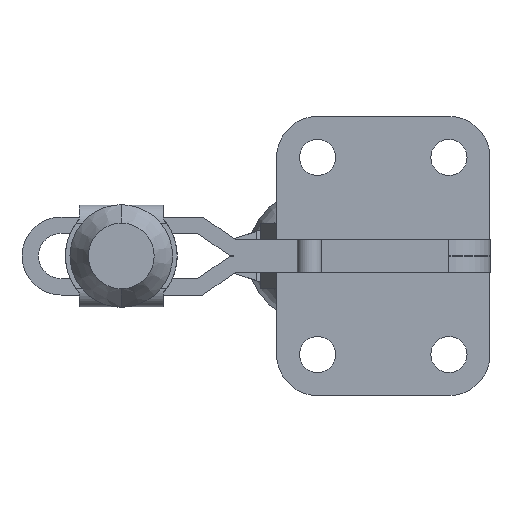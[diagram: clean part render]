
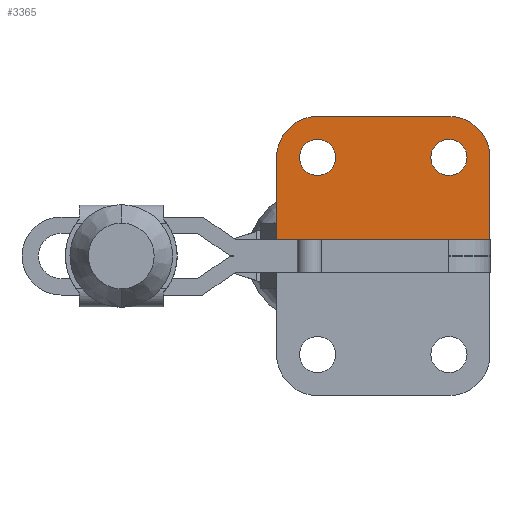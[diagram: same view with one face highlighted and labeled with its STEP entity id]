
A CAD part, front view. The second image highlights one B-rep face of the part: STEP entity #3365.
In plain terms, the highlighted planar face has unit normal (0, -1, 0).
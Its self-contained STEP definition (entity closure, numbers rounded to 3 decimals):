
#116 = EDGE_CURVE ( 'NONE', #10108, #730, #6716, .T. ) ;
#366 = CARTESIAN_POINT ( 'NONE',  ( 0., 0., 2. ) ) ;
#730 = VERTEX_POINT ( 'NONE', #2518 ) ;
#748 = EDGE_CURVE ( 'NONE', #11192, #3220, #1278, .T. ) ;
#808 = DIRECTION ( 'NONE',  ( 0., -1., 0. ) ) ;
#1092 = CARTESIAN_POINT ( 'NONE',  ( -21., 0., 10. ) ) ;
#1234 = DIRECTION ( 'NONE',  ( -1., 0., 0. ) ) ;
#1278 = CIRCLE ( 'NONE', #4396, 2.2 ) ;
#1352 = ORIENTED_EDGE ( 'NONE', *, *, #9234, .T. ) ;
#1468 = ORIENTED_EDGE ( 'NONE', *, *, #8750, .F. ) ;
#1589 = ORIENTED_EDGE ( 'NONE', *, *, #116, .F. ) ;
#1601 = EDGE_LOOP ( 'NONE', ( #1468, #1589 ) ) ;
#1654 = VECTOR ( 'NONE', #6589, 1000. ) ;
#1844 = VERTEX_POINT ( 'NONE', #3150 ) ;
#1963 = DIRECTION ( 'NONE',  ( 0., 0., -1. ) ) ;
#2107 = DIRECTION ( 'NONE',  ( 0., 0., -1. ) ) ;
#2155 = VECTOR ( 'NONE', #1234, 1000. ) ;
#2358 = LINE ( 'NONE', #10040, #6963 ) ;
#2384 = CARTESIAN_POINT ( 'NONE',  ( -26., 0., 10. ) ) ;
#2415 = EDGE_CURVE ( 'NONE', #4722, #10682, #7357, .T. ) ;
#2518 = CARTESIAN_POINT ( 'NONE',  ( -5., 0., 7.8 ) ) ;
#2714 = FACE_OUTER_BOUND ( 'NONE', #9164, .T. ) ;
#2740 = AXIS2_PLACEMENT_3D ( 'NONE', #8608, #11019, #4909 ) ;
#2782 = CIRCLE ( 'NONE', #4500, 5. ) ;
#2991 = FACE_BOUND ( 'NONE', #6354, .T. ) ;
#3150 = CARTESIAN_POINT ( 'NONE',  ( -21., 0., 15. ) ) ;
#3220 = VERTEX_POINT ( 'NONE', #4652 ) ;
#3261 = ORIENTED_EDGE ( 'NONE', *, *, #10625, .F. ) ;
#3319 = AXIS2_PLACEMENT_3D ( 'NONE', #9766, #4570, #10618 ) ;
#3365 = ADVANCED_FACE ( 'NONE', ( #2991, #7327, #2714 ), #9633, .F. ) ;
#3932 = ORIENTED_EDGE ( 'NONE', *, *, #5973, .T. ) ;
#4002 = CARTESIAN_POINT ( 'NONE',  ( -26., 0., 0. ) ) ;
#4193 = ORIENTED_EDGE ( 'NONE', *, *, #2415, .T. ) ;
#4338 = ORIENTED_EDGE ( 'NONE', *, *, #8764, .T. ) ;
#4364 = CARTESIAN_POINT ( 'NONE',  ( -5., 0., 15. ) ) ;
#4396 = AXIS2_PLACEMENT_3D ( 'NONE', #6791, #7046, #6489 ) ;
#4500 = AXIS2_PLACEMENT_3D ( 'NONE', #1092, #7164, #1963 ) ;
#4570 = DIRECTION ( 'NONE',  ( 0., -1., 0. ) ) ;
#4652 = CARTESIAN_POINT ( 'NONE',  ( -21., 0., 7.8 ) ) ;
#4722 = VERTEX_POINT ( 'NONE', #6359 ) ;
#4849 = DIRECTION ( 'NONE',  ( 0., 0., -1. ) ) ;
#4909 = DIRECTION ( 'NONE',  ( 0., 0., -1. ) ) ;
#5973 = EDGE_CURVE ( 'NONE', #9078, #7460, #10872, .T. ) ;
#5990 = CARTESIAN_POINT ( 'NONE',  ( -21., 0., 10. ) ) ;
#6047 = CARTESIAN_POINT ( 'NONE',  ( -5., 0., 12.2 ) ) ;
#6082 = VERTEX_POINT ( 'NONE', #2384 ) ;
#6354 = EDGE_LOOP ( 'NONE', ( #3261, #9926 ) ) ;
#6359 = CARTESIAN_POINT ( 'NONE',  ( 0., 0., 10. ) ) ;
#6473 = CARTESIAN_POINT ( 'NONE',  ( -21., 0., 15. ) ) ;
#6489 = DIRECTION ( 'NONE',  ( 0., 0., -1. ) ) ;
#6589 = DIRECTION ( 'NONE',  ( 1., 0., 0. ) ) ;
#6716 = CIRCLE ( 'NONE', #7572, 2.2 ) ;
#6752 = CIRCLE ( 'NONE', #8303, 2.2 ) ;
#6763 = LINE ( 'NONE', #6473, #2155 ) ;
#6791 = CARTESIAN_POINT ( 'NONE',  ( -21., 0., 10. ) ) ;
#6866 = DIRECTION ( 'NONE',  ( 0., 0., -1. ) ) ;
#6880 = CARTESIAN_POINT ( 'NONE',  ( 0., 0., 0. ) ) ;
#6963 = VECTOR ( 'NONE', #4849, 1000. ) ;
#7027 = VECTOR ( 'NONE', #2107, 1000. ) ;
#7046 = DIRECTION ( 'NONE',  ( 0., -1., 0. ) ) ;
#7101 = CIRCLE ( 'NONE', #3319, 2.2 ) ;
#7145 = EDGE_CURVE ( 'NONE', #10682, #1844, #6763, .T. ) ;
#7164 = DIRECTION ( 'NONE',  ( 0., -1., 0. ) ) ;
#7236 = CARTESIAN_POINT ( 'NONE',  ( -5., 0., 10. ) ) ;
#7327 = FACE_BOUND ( 'NONE', #1601, .T. ) ;
#7357 = CIRCLE ( 'NONE', #2740, 5. ) ;
#7460 = VERTEX_POINT ( 'NONE', #6880 ) ;
#7572 = AXIS2_PLACEMENT_3D ( 'NONE', #7236, #10877, #9804 ) ;
#7702 = CARTESIAN_POINT ( 'NONE',  ( -26., 0., 0. ) ) ;
#8303 = AXIS2_PLACEMENT_3D ( 'NONE', #5990, #808, #6866 ) ;
#8608 = CARTESIAN_POINT ( 'NONE',  ( -5., 0., 10. ) ) ;
#8627 = CARTESIAN_POINT ( 'NONE',  ( -21., 0., 12.2 ) ) ;
#8691 = DIRECTION ( 'NONE',  ( 0., 0., 1. ) ) ;
#8750 = EDGE_CURVE ( 'NONE', #730, #10108, #7101, .T. ) ;
#8759 = DIRECTION ( 'NONE',  ( 0., 1., 0. ) ) ;
#8764 = EDGE_CURVE ( 'NONE', #1844, #6082, #2782, .T. ) ;
#9078 = VERTEX_POINT ( 'NONE', #7702 ) ;
#9164 = EDGE_LOOP ( 'NONE', ( #3932, #10716, #4193, #10969, #4338, #1352 ) ) ;
#9234 = EDGE_CURVE ( 'NONE', #6082, #9078, #2358, .T. ) ;
#9303 = CARTESIAN_POINT ( 'NONE',  ( -26., 0., 2. ) ) ;
#9633 = PLANE ( 'NONE',  #10026 ) ;
#9638 = LINE ( 'NONE', #366, #7027 ) ;
#9766 = CARTESIAN_POINT ( 'NONE',  ( -5., 0., 10. ) ) ;
#9804 = DIRECTION ( 'NONE',  ( 0., 0., -1. ) ) ;
#9926 = ORIENTED_EDGE ( 'NONE', *, *, #748, .F. ) ;
#10026 = AXIS2_PLACEMENT_3D ( 'NONE', #9303, #8759, #8691 ) ;
#10040 = CARTESIAN_POINT ( 'NONE',  ( -26., 0., 2. ) ) ;
#10108 = VERTEX_POINT ( 'NONE', #6047 ) ;
#10345 = EDGE_CURVE ( 'NONE', #4722, #7460, #9638, .T. ) ;
#10618 = DIRECTION ( 'NONE',  ( 0., 0., -1. ) ) ;
#10625 = EDGE_CURVE ( 'NONE', #3220, #11192, #6752, .T. ) ;
#10682 = VERTEX_POINT ( 'NONE', #4364 ) ;
#10716 = ORIENTED_EDGE ( 'NONE', *, *, #10345, .F. ) ;
#10872 = LINE ( 'NONE', #4002, #1654 ) ;
#10877 = DIRECTION ( 'NONE',  ( 0., -1., 0. ) ) ;
#10969 = ORIENTED_EDGE ( 'NONE', *, *, #7145, .T. ) ;
#11019 = DIRECTION ( 'NONE',  ( 0., -1., 0. ) ) ;
#11192 = VERTEX_POINT ( 'NONE', #8627 ) ;
